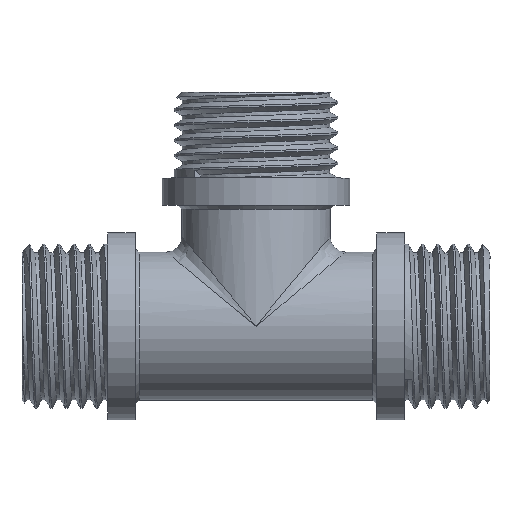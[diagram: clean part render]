
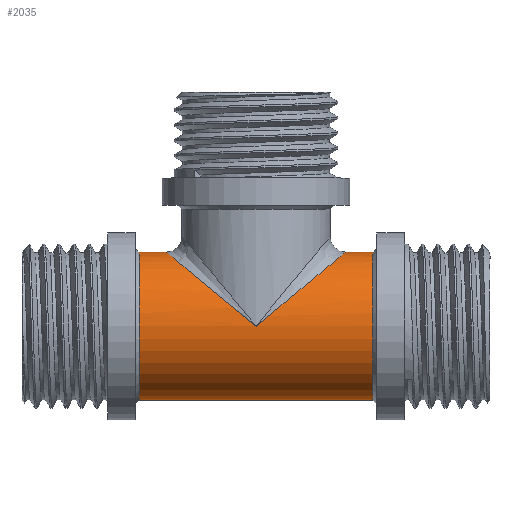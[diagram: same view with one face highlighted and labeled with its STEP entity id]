
A CAD part, top view. The second image highlights one B-rep face of the part: STEP entity #2035.
In plain terms, the highlighted cylindrical face has radius 9.5 mm (diameter 19 mm), a partial arc.
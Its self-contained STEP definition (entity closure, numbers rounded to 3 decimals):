
#237 = VERTEX_POINT ( 'NONE', #6222 ) ;
#315 = CARTESIAN_POINT ( 'NONE',  ( -6.737, 5.565, 9.5 ) ) ;
#390 = ORIENTED_EDGE ( 'NONE', *, *, #5533, .F. ) ;
#813 =( BOUNDED_CURVE ( )  B_SPLINE_CURVE ( 3, ( #6220, #2140, #7309, #3901 ),
 .UNSPECIFIED., .F., .F. ) 
 B_SPLINE_CURVE_WITH_KNOTS ( ( 4, 4 ),
 ( 3.142, 4.712 ),
 .UNSPECIFIED. ) 
 CURVE ( )  GEOMETRIC_REPRESENTATION_ITEM ( )  RATIONAL_B_SPLINE_CURVE ( ( 1., 0.805, 0.805, 1. ) ) 
 REPRESENTATION_ITEM ( '' )  );
#1245 = CARTESIAN_POINT ( 'NONE',  ( 15., 9.5, 0. ) ) ;
#1491 = CARTESIAN_POINT ( 'NONE',  ( -11.5, 9.5, 0. ) ) ;
#1717 = AXIS2_PLACEMENT_3D ( 'NONE', #4887, #4858, #4889 ) ;
#1721 = VERTEX_POINT ( 'NONE', #3437 ) ;
#1946 = LINE ( 'NONE', #2525, #6590 ) ;
#1965 = DIRECTION ( 'NONE',  ( -1., 0., 0. ) ) ;
#2035 = ADVANCED_FACE ( 'NONE', ( #6080 ), #5365, .T. ) ;
#2038 = EDGE_CURVE ( 'NONE', #2611, #237, #5842, .T. ) ;
#2122 = LINE ( 'NONE', #3744, #5038 ) ;
#2140 = CARTESIAN_POINT ( 'NONE',  ( 11.5, 9.5, 5.565 ) ) ;
#2456 = ORIENTED_EDGE ( 'NONE', *, *, #2038, .T. ) ;
#2525 = CARTESIAN_POINT ( 'NONE',  ( 0., 9.5, 0. ) ) ;
#2582 = CARTESIAN_POINT ( 'NONE',  ( 11.5, 9.5, 0. ) ) ;
#2587 = CARTESIAN_POINT ( 'NONE',  ( 15., -9.5, 0. ) ) ;
#2611 = VERTEX_POINT ( 'NONE', #3031 ) ;
#2785 = CARTESIAN_POINT ( 'NONE',  ( 15., 0., 0. ) ) ;
#3031 = CARTESIAN_POINT ( 'NONE',  ( -15., 9.5, 0. ) ) ;
#3188 = DIRECTION ( 'NONE',  ( -1., 0., 0. ) ) ;
#3251 = CIRCLE ( 'NONE', #3691, 9.5 ) ;
#3388 = DIRECTION ( 'NONE',  ( 0., 1., 0. ) ) ;
#3437 = CARTESIAN_POINT ( 'NONE',  ( -11.5, 9.5, 0. ) ) ;
#3478 = ORIENTED_EDGE ( 'NONE', *, *, #7455, .T. ) ;
#3555 = VERTEX_POINT ( 'NONE', #1245 ) ;
#3691 = AXIS2_PLACEMENT_3D ( 'NONE', #2785, #6854, #3388 ) ;
#3731 = ORIENTED_EDGE ( 'NONE', *, *, #6469, .T. ) ;
#3744 = CARTESIAN_POINT ( 'NONE',  ( 0., 9.5, 0. ) ) ;
#3808 = DIRECTION ( 'NONE',  ( 0., 1., 0. ) ) ;
#3898 =( BOUNDED_CURVE ( )  B_SPLINE_CURVE ( 3, ( #4427, #315, #5000, #1491 ),
 .UNSPECIFIED., .F., .F. ) 
 B_SPLINE_CURVE_WITH_KNOTS ( ( 4, 4 ),
 ( 4.712, 6.283 ),
 .UNSPECIFIED. ) 
 CURVE ( )  GEOMETRIC_REPRESENTATION_ITEM ( )  RATIONAL_B_SPLINE_CURVE ( ( 1., 0.805, 0.805, 1. ) ) 
 REPRESENTATION_ITEM ( '' )  );
#3901 = CARTESIAN_POINT ( 'NONE',  ( 0., 0., 9.5 ) ) ;
#3911 = VERTEX_POINT ( 'NONE', #2582 ) ;
#4132 = EDGE_LOOP ( 'NONE', ( #4435, #3731, #3478, #5267, #4284, #2456, #390 ) ) ;
#4284 = ORIENTED_EDGE ( 'NONE', *, *, #6344, .T. ) ;
#4341 = DIRECTION ( 'NONE',  ( -1., 0., 0. ) ) ;
#4426 = DIRECTION ( 'NONE',  ( 1., 0., 0. ) ) ;
#4427 = CARTESIAN_POINT ( 'NONE',  ( 0., 0., 9.5 ) ) ;
#4435 = ORIENTED_EDGE ( 'NONE', *, *, #4575, .T. ) ;
#4575 = EDGE_CURVE ( 'NONE', #6647, #3555, #3251, .T. ) ;
#4633 = AXIS2_PLACEMENT_3D ( 'NONE', #5118, #4426, #3808 ) ;
#4858 = DIRECTION ( 'NONE',  ( -1., 0., 0. ) ) ;
#4887 = CARTESIAN_POINT ( 'NONE',  ( 0., 0., 0. ) ) ;
#4889 = DIRECTION ( 'NONE',  ( 0., -1., 0. ) ) ;
#5000 = CARTESIAN_POINT ( 'NONE',  ( -11.5, 9.5, 5.565 ) ) ;
#5013 = VERTEX_POINT ( 'NONE', #6628 ) ;
#5038 = VECTOR ( 'NONE', #4341, 1000. ) ;
#5118 = CARTESIAN_POINT ( 'NONE',  ( -15., 0., 0. ) ) ;
#5267 = ORIENTED_EDGE ( 'NONE', *, *, #7341, .T. ) ;
#5318 = VECTOR ( 'NONE', #1965, 1000. ) ;
#5365 = CYLINDRICAL_SURFACE ( 'NONE', #1717, 9.5 ) ;
#5533 = EDGE_CURVE ( 'NONE', #6647, #237, #7009, .T. ) ;
#5842 = CIRCLE ( 'NONE', #4633, 9.5 ) ;
#6080 = FACE_OUTER_BOUND ( 'NONE', #4132, .T. ) ;
#6220 = CARTESIAN_POINT ( 'NONE',  ( 11.5, 9.5, 0. ) ) ;
#6222 = CARTESIAN_POINT ( 'NONE',  ( -15., -9.5, 0. ) ) ;
#6344 = EDGE_CURVE ( 'NONE', #1721, #2611, #2122, .T. ) ;
#6469 = EDGE_CURVE ( 'NONE', #3555, #3911, #1946, .T. ) ;
#6590 = VECTOR ( 'NONE', #3188, 1000. ) ;
#6628 = CARTESIAN_POINT ( 'NONE',  ( 0., 0., 9.5 ) ) ;
#6647 = VERTEX_POINT ( 'NONE', #2587 ) ;
#6854 = DIRECTION ( 'NONE',  ( -1., 0., 0. ) ) ;
#7009 = LINE ( 'NONE', #7127, #5318 ) ;
#7127 = CARTESIAN_POINT ( 'NONE',  ( 0., -9.5, 0. ) ) ;
#7309 = CARTESIAN_POINT ( 'NONE',  ( 6.737, 5.565, 9.5 ) ) ;
#7341 = EDGE_CURVE ( 'NONE', #5013, #1721, #3898, .T. ) ;
#7455 = EDGE_CURVE ( 'NONE', #3911, #5013, #813, .T. ) ;
